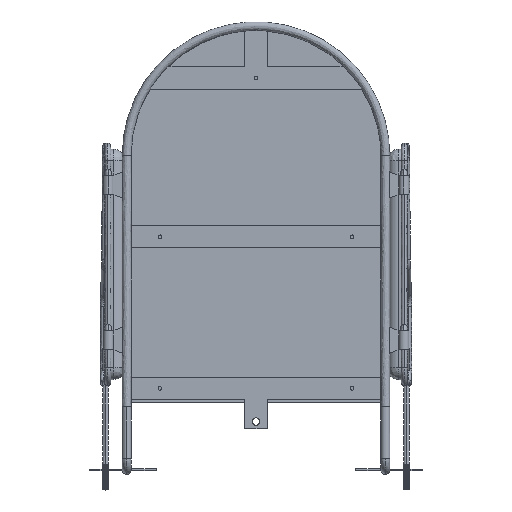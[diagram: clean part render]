
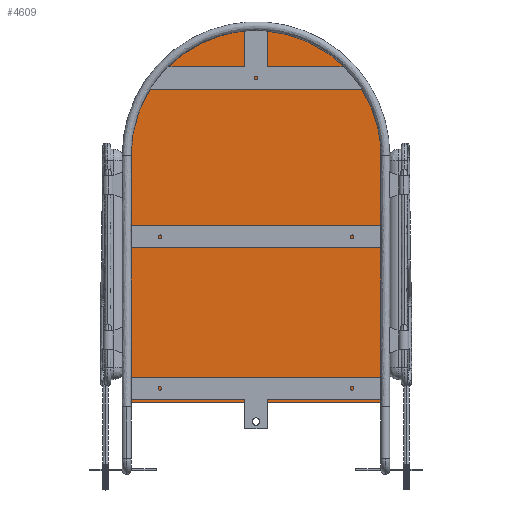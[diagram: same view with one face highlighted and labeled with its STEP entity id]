
A CAD part, top view. The second image highlights one B-rep face of the part: STEP entity #4609.
In plain terms, the highlighted free-form (B-spline) face has degree [1, 1] with [2, 2] control points.
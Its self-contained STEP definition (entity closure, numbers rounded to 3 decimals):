
#4453 = VERTEX_POINT('',#4454);
#4454 = CARTESIAN_POINT('',(707.604,902.971,
    1188.791));
#4470 = VERTEX_POINT('',#4471);
#4471 = CARTESIAN_POINT('',(408.632,902.971,
    1188.791));
#4476 = EDGE_CURVE('',#4470,#4453,#4477,.T.);
#4477 = ( BOUNDED_CURVE() B_SPLINE_CURVE(2,(#4478,#4479,#4480,#4481,
#4482),.UNSPECIFIED.,.F.,.F.) B_SPLINE_CURVE_WITH_KNOTS((3,2,3),(0.,
1.571,3.142),.PIECEWISE_BEZIER_KNOTS.) CURVE() 
GEOMETRIC_REPRESENTATION_ITEM() RATIONAL_B_SPLINE_CURVE((1.,
0.707,1.,0.707,1.)) REPRESENTATION_ITEM('') );
#4478 = CARTESIAN_POINT('',(408.632,902.971,
    1188.791));
#4479 = CARTESIAN_POINT('',(408.632,1052.457,
    1188.791));
#4480 = CARTESIAN_POINT('',(558.118,1052.457,
    1188.791));
#4481 = CARTESIAN_POINT('',(707.604,1052.457,
    1188.791));
#4482 = CARTESIAN_POINT('',(707.604,902.971,
    1188.791));
#4501 = VERTEX_POINT('',#4502);
#4502 = CARTESIAN_POINT('',(707.604,607.968,
    1188.791));
#4513 = EDGE_CURVE('',#4453,#4501,#4514,.T.);
#4514 = B_SPLINE_CURVE_WITH_KNOTS('',1,(#4515,#4516),.UNSPECIFIED.,.F.,
  .F.,(2,2),(0.,334.5),.PIECEWISE_BEZIER_KNOTS.);
#4515 = CARTESIAN_POINT('',(707.604,902.971,
    1188.791));
#4516 = CARTESIAN_POINT('',(707.604,607.968,
    1188.791));
#4529 = VERTEX_POINT('',#4530);
#4530 = CARTESIAN_POINT('',(408.632,607.968,
    1188.791));
#4541 = EDGE_CURVE('',#4501,#4529,#4542,.T.);
#4542 = B_SPLINE_CURVE_WITH_KNOTS('',1,(#4543,#4544),.UNSPECIFIED.,.F.,
  .F.,(2,2),(0.,339.),.PIECEWISE_BEZIER_KNOTS.);
#4543 = CARTESIAN_POINT('',(707.604,607.968,
    1188.791));
#4544 = CARTESIAN_POINT('',(408.632,607.968,
    1188.791));
#4561 = EDGE_CURVE('',#4529,#4470,#4562,.T.);
#4562 = B_SPLINE_CURVE_WITH_KNOTS('',1,(#4563,#4564),.UNSPECIFIED.,.F.,
  .F.,(2,2),(0.,334.5),.PIECEWISE_BEZIER_KNOTS.);
#4563 = CARTESIAN_POINT('',(408.632,607.968,
    1188.791));
#4564 = CARTESIAN_POINT('',(408.632,902.971,
    1188.791));
#4609 = ADVANCED_FACE('',(#4610),#4616,.F.);
#4610 = FACE_BOUND('',#4611,.T.);
#4611 = EDGE_LOOP('',(#4612,#4613,#4614,#4615));
#4612 = ORIENTED_EDGE('',*,*,#4476,.F.);
#4613 = ORIENTED_EDGE('',*,*,#4561,.F.);
#4614 = ORIENTED_EDGE('',*,*,#4541,.F.);
#4615 = ORIENTED_EDGE('',*,*,#4513,.F.);
#4616 = B_SPLINE_SURFACE_WITH_KNOTS('',1,1,(
    (#4617,#4618)
    ,(#4619,#4620
  )),.UNSPECIFIED.,.F.,.F.,.F.,(2,2),(2,2),(-169.5,169.5),(-334.5,169.5)
  ,.PIECEWISE_BEZIER_KNOTS.);
#4617 = CARTESIAN_POINT('',(707.604,607.968,
    1188.791));
#4618 = CARTESIAN_POINT('',(707.604,1052.457,
    1188.791));
#4619 = CARTESIAN_POINT('',(408.632,607.968,
    1188.791));
#4620 = CARTESIAN_POINT('',(408.632,1052.457,
    1188.791));
